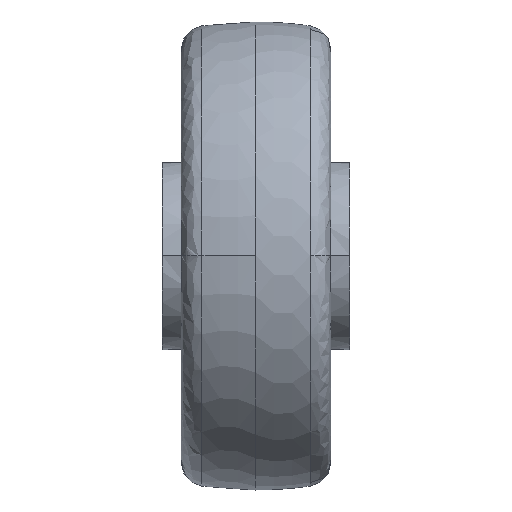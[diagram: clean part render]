
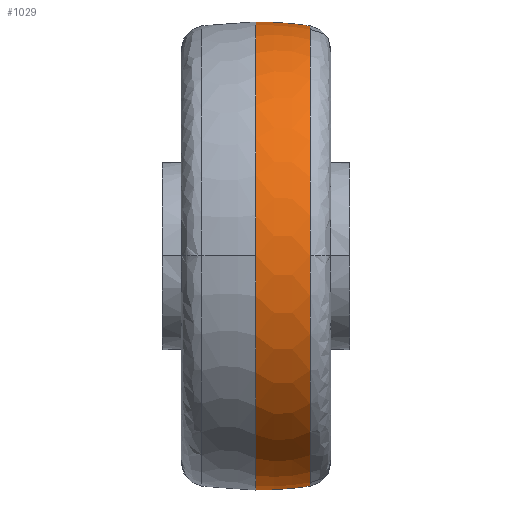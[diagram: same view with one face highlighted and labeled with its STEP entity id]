
A CAD part, top view. The second image highlights one B-rep face of the part: STEP entity #1029.
In plain terms, the highlighted toroidal (fillet/blend) face has major radius 32.499 mm and minor radius 95 mm.
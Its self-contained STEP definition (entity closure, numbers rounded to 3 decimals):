
#110 = EDGE_CURVE ( 'NONE', #5944, #6350, #4784, .T. ) ;
#236 = CARTESIAN_POINT ( 'NONE',  ( 0.425, 32.499, 0. ) ) ;
#237 = ORIENTED_EDGE ( 'NONE', *, *, #2571, .T. ) ;
#258 = CARTESIAN_POINT ( 'NONE',  ( 0., 0., 62.5 ) ) ;
#321 = DIRECTION ( 'NONE',  ( -1., 0., 0. ) ) ;
#379 = CIRCLE ( 'NONE', #6301, 61.459 ) ;
#388 = VERTEX_POINT ( 'NONE', #2692 ) ;
#406 = DIRECTION ( 'NONE',  ( 0., 0., 1. ) ) ;
#559 = DIRECTION ( 'NONE',  ( -1., 0., 0. ) ) ;
#1029 = ADVANCED_FACE ( 'NONE', ( #7777 ), #6678, .T. ) ;
#1031 = VERTEX_POINT ( 'NONE', #5813 ) ;
#1085 = DIRECTION ( 'NONE',  ( -1., 0., 0. ) ) ;
#1186 = CIRCLE ( 'NONE', #5340, 61.459 ) ;
#1275 = EDGE_CURVE ( 'NONE', #5944, #1031, #1186, .T. ) ;
#1406 = EDGE_CURVE ( 'NONE', #2577, #6206, #1566, .T. ) ;
#1566 = CIRCLE ( 'NONE', #8122, 62.5 ) ;
#1966 = CIRCLE ( 'NONE', #6641, 62.5 ) ;
#2202 = DIRECTION ( 'NONE',  ( 0., 0., -1. ) ) ;
#2571 = EDGE_CURVE ( 'NONE', #388, #6206, #5288, .T. ) ;
#2577 = VERTEX_POINT ( 'NONE', #258 ) ;
#2597 = CARTESIAN_POINT ( 'NONE',  ( 0., 0., 0. ) ) ;
#2635 = DIRECTION ( 'NONE',  ( 0., 0., 1. ) ) ;
#2692 = CARTESIAN_POINT ( 'NONE',  ( 14.459, 61.459, 0. ) ) ;
#2836 = CARTESIAN_POINT ( 'NONE',  ( 14.459, 0., 0. ) ) ;
#3308 = AXIS2_PLACEMENT_3D ( 'NONE', #7250, #7329, #6012 ) ;
#3338 = AXIS2_PLACEMENT_3D ( 'NONE', #236, #2202, #7351 ) ;
#4186 = CARTESIAN_POINT ( 'NONE',  ( 0., -62.5, 0. ) ) ;
#4467 = CARTESIAN_POINT ( 'NONE',  ( 0., 0., 0. ) ) ;
#4506 = EDGE_CURVE ( 'NONE', #1031, #388, #379, .T. ) ;
#4570 = DIRECTION ( 'NONE',  ( -1., 0., 0. ) ) ;
#4784 = CIRCLE ( 'NONE', #3338, 95. ) ;
#5131 = DIRECTION ( 'NONE',  ( 0., -1., 0. ) ) ;
#5288 = CIRCLE ( 'NONE', #3308, 95. ) ;
#5340 = AXIS2_PLACEMENT_3D ( 'NONE', #7996, #1085, #6259 ) ;
#5430 = EDGE_LOOP ( 'NONE', ( #6804, #8214, #237, #6298, #8050, #6972 ) ) ;
#5813 = CARTESIAN_POINT ( 'NONE',  ( 14.459, 0., 61.459 ) ) ;
#5944 = VERTEX_POINT ( 'NONE', #8189 ) ;
#6012 = DIRECTION ( 'NONE',  ( 0., -1., 0. ) ) ;
#6206 = VERTEX_POINT ( 'NONE', #6957 ) ;
#6259 = DIRECTION ( 'NONE',  ( 0., 0., 1. ) ) ;
#6298 = ORIENTED_EDGE ( 'NONE', *, *, #1406, .F. ) ;
#6301 = AXIS2_PLACEMENT_3D ( 'NONE', #2836, #321, #406 ) ;
#6350 = VERTEX_POINT ( 'NONE', #4186 ) ;
#6567 = EDGE_CURVE ( 'NONE', #6350, #2577, #1966, .T. ) ;
#6641 = AXIS2_PLACEMENT_3D ( 'NONE', #2597, #559, #2635 ) ;
#6678 = TOROIDAL_SURFACE ( 'NONE', #6954, -32.499, 95. ) ;
#6804 = ORIENTED_EDGE ( 'NONE', *, *, #1275, .T. ) ;
#6954 = AXIS2_PLACEMENT_3D ( 'NONE', #7031, #4570, #5131 ) ;
#6957 = CARTESIAN_POINT ( 'NONE',  ( 0., 62.5, 0. ) ) ;
#6972 = ORIENTED_EDGE ( 'NONE', *, *, #110, .F. ) ;
#7011 = DIRECTION ( 'NONE',  ( -1., 0., 0. ) ) ;
#7031 = CARTESIAN_POINT ( 'NONE',  ( 0.425, 0., 0. ) ) ;
#7049 = DIRECTION ( 'NONE',  ( 0., 0., 1. ) ) ;
#7250 = CARTESIAN_POINT ( 'NONE',  ( 0.425, -32.499, 0. ) ) ;
#7329 = DIRECTION ( 'NONE',  ( 0., 0., 1. ) ) ;
#7351 = DIRECTION ( 'NONE',  ( -1., 0., 0. ) ) ;
#7777 = FACE_OUTER_BOUND ( 'NONE', #5430, .T. ) ;
#7996 = CARTESIAN_POINT ( 'NONE',  ( 14.459, 0., 0. ) ) ;
#8050 = ORIENTED_EDGE ( 'NONE', *, *, #6567, .F. ) ;
#8122 = AXIS2_PLACEMENT_3D ( 'NONE', #4467, #7011, #7049 ) ;
#8189 = CARTESIAN_POINT ( 'NONE',  ( 14.459, -61.459, 0. ) ) ;
#8214 = ORIENTED_EDGE ( 'NONE', *, *, #4506, .T. ) ;
